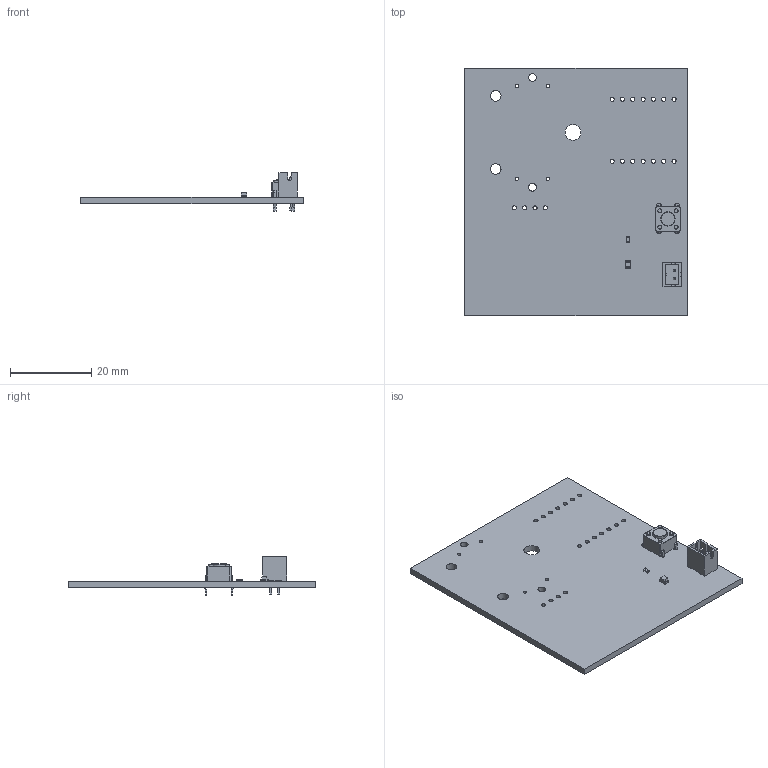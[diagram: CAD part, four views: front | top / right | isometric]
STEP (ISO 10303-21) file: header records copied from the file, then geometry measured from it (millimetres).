
FILE_DESCRIPTION(('KiCad electronic assembly'),'2;1');
FILE_NAME('jwu_display2.step','2024-02-07T15:22:48',('Pcbnew'),('Kicad') ,'Open CASCADE STEP processor 7.7','KiCad to STEP converter','Unknown' );
FILE_SCHEMA(('AUTOMOTIVE_DESIGN { 1 0 10303 214 1 1 1 1 }'));
Length unit declared in the file: millimetre
Products named in the file (10): jwu_display2 1; LED_0805_2012Metric; JST_PH_B2B-PH-K_1x02_P2.00mm_Vertical; JST_B2B_PH_K; R_0603_1608Metric; SW_PUSH_6mm; jwu_display2 PCB
Assembly tree (9 placements, depth 3):
  jwu_display2 1
    LED_0805_2012Metric
      LED_0805_2012Metric
    JST_PH_B2B-PH-K_1x02_P2.00mm_Vertical
      JST_B2B_PH_K
    R_0603_1608Metric
      R_0603_1608Metric
    SW_PUSH_6mm
      SW_PUSH_6mm
    jwu_display2 PCB
Bounding box: 54.69 x 60.81 x 9.5 mm (x, y, z)
Volume: 5470.6 mm3; surface area: 7613.9 mm2
Topology: 5 solids, 5 shells, 313 faces, 845 edges, 551 vertices
Faces by surface type: plane 220, cylinder 92, torus 1
Full cylindrical faces by diameter (mm): 0.75 x2, 0.85 x4, 1 x8, 1.016 x14, 1.1 x4, 1.9 x2, 2.6 x2, 3.5 x1, 3.9 x1
Entity records: 23359 total; most frequent: CARTESIAN_POINT 4141, DIRECTION 3244, LINE 2176, VECTOR 2176, ORIENTED_EDGE 1690, PCURVE 1690, DEFINITIONAL_REPRESENTATION 1690, EDGE_CURVE 845
